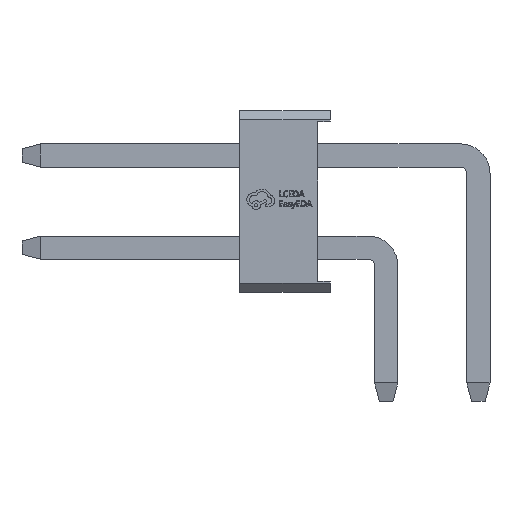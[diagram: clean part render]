
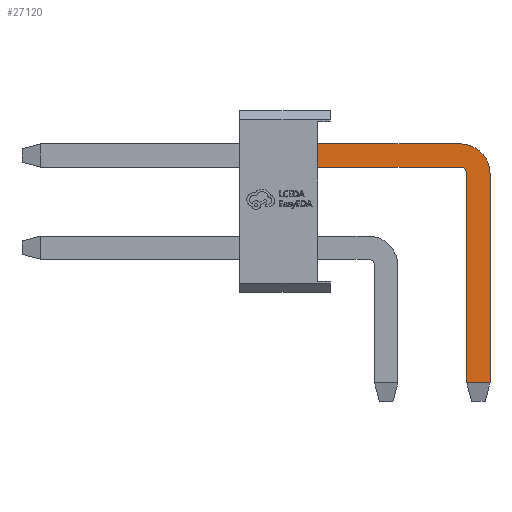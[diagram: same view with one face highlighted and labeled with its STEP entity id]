
A CAD part, front view. The second image highlights one B-rep face of the part: STEP entity #27120.
In plain terms, the highlighted planar face has unit normal (0, -1, 0).
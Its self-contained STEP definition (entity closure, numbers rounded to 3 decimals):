
#229 = DIRECTION ( 'NONE',  ( 0., 0., -1. ) ) ;
#369 = ORIENTED_EDGE ( 'NONE', *, *, #17151, .T. ) ;
#896 = DIRECTION ( 'NONE',  ( 1., 0., 0. ) ) ;
#899 = CARTESIAN_POINT ( 'NONE',  ( 0.781, -11.745, 4.87 ) ) ;
#1025 = ORIENTED_EDGE ( 'NONE', *, *, #19286, .F. ) ;
#1643 = EDGE_CURVE ( 'NONE', #26011, #5327, #8644, .T. ) ;
#1696 = DIRECTION ( 'NONE',  ( 0., 0., -1. ) ) ;
#2278 = DIRECTION ( 'NONE',  ( 1., 0., 0. ) ) ;
#3083 = EDGE_CURVE ( 'NONE', #13111, #19725, #26954, .T. ) ;
#3119 = CARTESIAN_POINT ( 'NONE',  ( 0.961, -11.745, 4.87 ) ) ;
#3253 = EDGE_CURVE ( 'NONE', #23141, #4214, #19546, .T. ) ;
#3665 = AXIS2_PLACEMENT_3D ( 'NONE', #899, #16023, #21227 ) ;
#4214 = VERTEX_POINT ( 'NONE', #30741 ) ;
#5052 = CIRCLE ( 'NONE', #24230, 0.82 ) ;
#5327 = VERTEX_POINT ( 'NONE', #7338 ) ;
#6540 = DIRECTION ( 'NONE',  ( 0., 0., -1. ) ) ;
#6576 = VECTOR ( 'NONE', #6540, 1000. ) ;
#7181 = EDGE_CURVE ( 'NONE', #23141, #26011, #30438, .T. ) ;
#7202 = ORIENTED_EDGE ( 'NONE', *, *, #3083, .F. ) ;
#7338 = CARTESIAN_POINT ( 'NONE',  ( 0.781, -11.745, 5.69 ) ) ;
#7711 = VERTEX_POINT ( 'NONE', #14566 ) ;
#8256 = LINE ( 'NONE', #3119, #21923 ) ;
#8644 = LINE ( 'NONE', #11011, #17634 ) ;
#8807 = CARTESIAN_POINT ( 'NONE',  ( 0.781, -11.745, 4.87 ) ) ;
#9005 = CARTESIAN_POINT ( 'NONE',  ( 1.601, -11.745, 4.87 ) ) ;
#9407 = CARTESIAN_POINT ( 'NONE',  ( 1.601, -11.745, -0.9 ) ) ;
#9727 = CARTESIAN_POINT ( 'NONE',  ( 0.781, -11.745, -0.9 ) ) ;
#10609 = CARTESIAN_POINT ( 'NONE',  ( 1.601, -11.745, 4.87 ) ) ;
#11011 = CARTESIAN_POINT ( 'NONE',  ( -11.299, -11.745, 5.69 ) ) ;
#13111 = VERTEX_POINT ( 'NONE', #10609 ) ;
#13250 = DIRECTION ( 'NONE',  ( 0., 0., -1. ) ) ;
#13935 = VECTOR ( 'NONE', #2278, 1000. ) ;
#14566 = CARTESIAN_POINT ( 'NONE',  ( 0.961, -11.745, -0.9 ) ) ;
#14981 = ORIENTED_EDGE ( 'NONE', *, *, #3253, .T. ) ;
#16023 = DIRECTION ( 'NONE',  ( 0., -1., 0. ) ) ;
#16378 = ORIENTED_EDGE ( 'NONE', *, *, #7181, .F. ) ;
#17151 = EDGE_CURVE ( 'NONE', #7711, #19725, #27651, .T. ) ;
#17634 = VECTOR ( 'NONE', #896, 1000. ) ;
#17712 = VECTOR ( 'NONE', #29940, 1000. ) ;
#17718 = CARTESIAN_POINT ( 'NONE',  ( -3.149, -11.745, 6.3 ) ) ;
#18209 = FACE_OUTER_BOUND ( 'NONE', #27177, .T. ) ;
#19003 = DIRECTION ( 'NONE',  ( 0., 1., 0. ) ) ;
#19286 = EDGE_CURVE ( 'NONE', #5327, #13111, #5052, .T. ) ;
#19546 = LINE ( 'NONE', #32735, #17712 ) ;
#19725 = VERTEX_POINT ( 'NONE', #9407 ) ;
#21227 = DIRECTION ( 'NONE',  ( 1., 0., 0. ) ) ;
#21624 = VERTEX_POINT ( 'NONE', #32662 ) ;
#21923 = VECTOR ( 'NONE', #13250, 1000. ) ;
#22251 = CARTESIAN_POINT ( 'NONE',  ( 0.781, -11.745, 4.87 ) ) ;
#22514 = AXIS2_PLACEMENT_3D ( 'NONE', #8807, #19003, #1696 ) ;
#22994 = ORIENTED_EDGE ( 'NONE', *, *, #25936, .T. ) ;
#23023 = VECTOR ( 'NONE', #27945, 1000. ) ;
#23141 = VERTEX_POINT ( 'NONE', #28096 ) ;
#24230 = AXIS2_PLACEMENT_3D ( 'NONE', #22251, #32442, #229 ) ;
#24833 = ORIENTED_EDGE ( 'NONE', *, *, #28166, .T. ) ;
#25936 = EDGE_CURVE ( 'NONE', #4214, #21624, #32655, .T. ) ;
#26011 = VERTEX_POINT ( 'NONE', #29590 ) ;
#26954 = LINE ( 'NONE', #9005, #6576 ) ;
#27120 = ADVANCED_FACE ( 'NONE', ( #18209 ), #31399, .T. ) ;
#27177 = EDGE_LOOP ( 'NONE', ( #24833, #369, #7202, #1025, #32098, #16378, #14981, #22994 ) ) ;
#27651 = LINE ( 'NONE', #9727, #13935 ) ;
#27945 = DIRECTION ( 'NONE',  ( 0., 0., 1. ) ) ;
#28096 = CARTESIAN_POINT ( 'NONE',  ( -3.149, -11.745, 5.05 ) ) ;
#28166 = EDGE_CURVE ( 'NONE', #21624, #7711, #8256, .T. ) ;
#29590 = CARTESIAN_POINT ( 'NONE',  ( -3.149, -11.745, 5.69 ) ) ;
#29940 = DIRECTION ( 'NONE',  ( 1., 0., 0. ) ) ;
#30438 = LINE ( 'NONE', #17718, #23023 ) ;
#30741 = CARTESIAN_POINT ( 'NONE',  ( 0.781, -11.745, 5.05 ) ) ;
#31399 = PLANE ( 'NONE',  #3665 ) ;
#32098 = ORIENTED_EDGE ( 'NONE', *, *, #1643, .F. ) ;
#32442 = DIRECTION ( 'NONE',  ( 0., 1., 0. ) ) ;
#32655 = CIRCLE ( 'NONE', #22514, 0.18 ) ;
#32662 = CARTESIAN_POINT ( 'NONE',  ( 0.961, -11.745, 4.87 ) ) ;
#32735 = CARTESIAN_POINT ( 'NONE',  ( -11.299, -11.745, 5.05 ) ) ;
